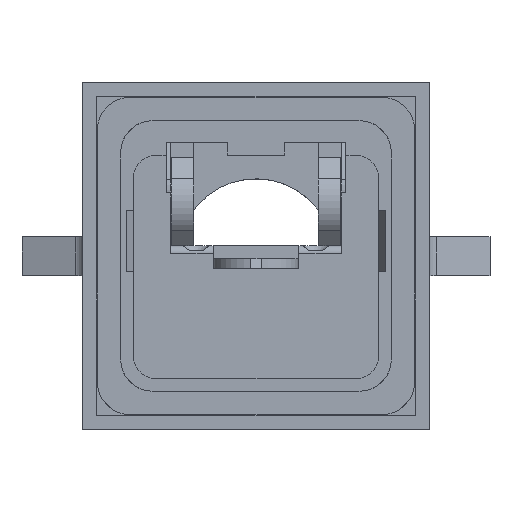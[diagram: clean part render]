
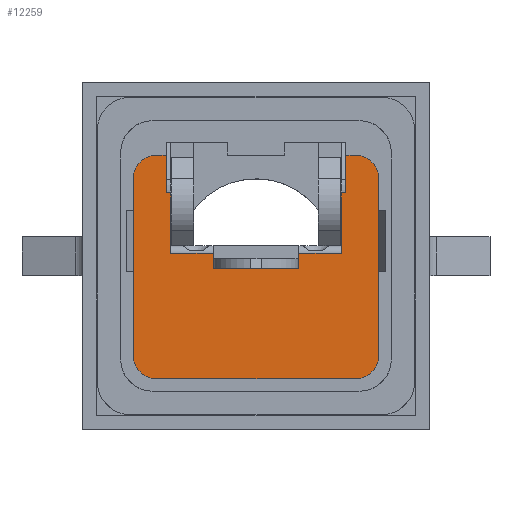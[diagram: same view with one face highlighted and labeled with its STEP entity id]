
A CAD part, top view. The second image highlights one B-rep face of the part: STEP entity #12259.
In plain terms, the highlighted planar face has unit normal (0, 0, 1).
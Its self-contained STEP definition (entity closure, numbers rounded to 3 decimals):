
#12112=AXIS2_PLACEMENT_3D('Plane Axis2P3D',#12109,#12110,#12111) ;
#12137=AXIS2_PLACEMENT_3D('Circle Axis2P3D',#12135,#12136,$) ;
#12165=AXIS2_PLACEMENT_3D('Circle Axis2P3D',#12163,#12164,$) ;
#12179=AXIS2_PLACEMENT_3D('Circle Axis2P3D',#12177,#12178,$) ;
#12207=AXIS2_PLACEMENT_3D('Circle Axis2P3D',#12205,#12206,$) ;
#9190=CARTESIAN_POINT('Vertex',(21.3,12.4,74.75)) ;
#9193=CARTESIAN_POINT('Line Origine',(21.3,12.975,74.75)) ;
#9197=CARTESIAN_POINT('Vertex',(21.3,13.55,74.75)) ;
#9229=CARTESIAN_POINT('Line Origine',(18.,13.55,74.75)) ;
#9233=CARTESIAN_POINT('Vertex',(24.55,13.55,74.75)) ;
#9342=CARTESIAN_POINT('Line Origine',(24.55,13.85,74.75)) ;
#9346=CARTESIAN_POINT('Vertex',(24.55,14.15,74.75)) ;
#9349=CARTESIAN_POINT('Line Origine',(24.55,16.175,74.75)) ;
#9353=CARTESIAN_POINT('Vertex',(24.55,18.2,74.75)) ;
#9399=CARTESIAN_POINT('Vertex',(11.45,13.55,74.75)) ;
#9427=CARTESIAN_POINT('Vertex',(11.45,18.2,74.75)) ;
#9430=CARTESIAN_POINT('Line Origine',(11.45,16.175,74.75)) ;
#9434=CARTESIAN_POINT('Vertex',(11.45,14.15,74.75)) ;
#9437=CARTESIAN_POINT('Line Origine',(11.45,13.85,74.75)) ;
#9459=CARTESIAN_POINT('Vertex',(14.7,13.55,74.75)) ;
#9487=CARTESIAN_POINT('Line Origine',(18.,13.55,74.75)) ;
#9587=CARTESIAN_POINT('Line Origine',(14.7,12.975,74.75)) ;
#9591=CARTESIAN_POINT('Vertex',(14.7,12.4,74.75)) ;
#12093=CARTESIAN_POINT('Line Origine',(18.,12.4,74.75)) ;
#12109=CARTESIAN_POINT('Axis2P3D Location',(18.,13.35,74.75)) ;
#12114=CARTESIAN_POINT('Line Origine',(11.275,18.2,74.75)) ;
#12118=CARTESIAN_POINT('Vertex',(11.1,18.2,74.75)) ;
#12121=CARTESIAN_POINT('Line Origine',(11.1,19.65,74.75)) ;
#12125=CARTESIAN_POINT('Vertex',(11.1,21.1,74.75)) ;
#12128=CARTESIAN_POINT('Line Origine',(10.725,21.1,74.75)) ;
#12132=CARTESIAN_POINT('Vertex',(10.35,21.1,74.75)) ;
#12135=CARTESIAN_POINT('Axis2P3D Location',(10.35,19.3,74.75)) ;
#12139=CARTESIAN_POINT('Vertex',(8.55,19.3,74.75)) ;
#12142=CARTESIAN_POINT('Line Origine',(8.55,18.075,74.75)) ;
#12146=CARTESIAN_POINT('Vertex',(8.55,16.85,74.75)) ;
#12149=CARTESIAN_POINT('Line Origine',(8.55,14.5,74.75)) ;
#12153=CARTESIAN_POINT('Vertex',(8.55,12.15,74.75)) ;
#12156=CARTESIAN_POINT('Line Origine',(8.55,8.925,74.75)) ;
#12160=CARTESIAN_POINT('Vertex',(8.55,5.7,74.75)) ;
#12163=CARTESIAN_POINT('Axis2P3D Location',(10.35,5.7,74.75)) ;
#12167=CARTESIAN_POINT('Vertex',(10.35,3.9,74.75)) ;
#12170=CARTESIAN_POINT('Line Origine',(18.,3.9,74.75)) ;
#12174=CARTESIAN_POINT('Vertex',(25.65,3.9,74.75)) ;
#12177=CARTESIAN_POINT('Axis2P3D Location',(25.65,5.7,74.75)) ;
#12181=CARTESIAN_POINT('Vertex',(27.45,5.7,74.75)) ;
#12184=CARTESIAN_POINT('Line Origine',(27.45,8.925,74.75)) ;
#12188=CARTESIAN_POINT('Vertex',(27.45,12.15,74.75)) ;
#12191=CARTESIAN_POINT('Line Origine',(27.45,14.5,74.75)) ;
#12195=CARTESIAN_POINT('Vertex',(27.45,16.85,74.75)) ;
#12198=CARTESIAN_POINT('Line Origine',(27.45,18.075,74.75)) ;
#12202=CARTESIAN_POINT('Vertex',(27.45,19.3,74.75)) ;
#12205=CARTESIAN_POINT('Axis2P3D Location',(25.65,19.3,74.75)) ;
#12209=CARTESIAN_POINT('Vertex',(25.65,21.1,74.75)) ;
#12212=CARTESIAN_POINT('Line Origine',(25.275,21.1,74.75)) ;
#12216=CARTESIAN_POINT('Vertex',(24.9,21.1,74.75)) ;
#12219=CARTESIAN_POINT('Line Origine',(24.9,19.65,74.75)) ;
#12223=CARTESIAN_POINT('Vertex',(24.9,18.2,74.75)) ;
#12226=CARTESIAN_POINT('Line Origine',(24.725,18.2,74.75)) ;
#9194=DIRECTION('Vector Direction',(0.,1.,0.)) ;
#9230=DIRECTION('Vector Direction',(1.,0.,0.)) ;
#9343=DIRECTION('Vector Direction',(0.,-1.,0.)) ;
#9350=DIRECTION('Vector Direction',(0.,1.,0.)) ;
#9431=DIRECTION('Vector Direction',(0.,1.,0.)) ;
#9438=DIRECTION('Vector Direction',(0.,-1.,0.)) ;
#9488=DIRECTION('Vector Direction',(1.,0.,0.)) ;
#9588=DIRECTION('Vector Direction',(0.,1.,0.)) ;
#12094=DIRECTION('Vector Direction',(1.,0.,0.)) ;
#12110=DIRECTION('Axis2P3D Direction',(0.,0.,1.)) ;
#12111=DIRECTION('Axis2P3D XDirection',(0.,1.,0.)) ;
#12115=DIRECTION('Vector Direction',(1.,0.,0.)) ;
#12122=DIRECTION('Vector Direction',(0.,-1.,0.)) ;
#12129=DIRECTION('Vector Direction',(-1.,0.,0.)) ;
#12136=DIRECTION('Axis2P3D Direction',(0.,0.,1.)) ;
#12143=DIRECTION('Vector Direction',(0.,-1.,0.)) ;
#12150=DIRECTION('Vector Direction',(0.,1.,0.)) ;
#12157=DIRECTION('Vector Direction',(0.,-1.,0.)) ;
#12164=DIRECTION('Axis2P3D Direction',(0.,0.,1.)) ;
#12171=DIRECTION('Vector Direction',(1.,0.,0.)) ;
#12178=DIRECTION('Axis2P3D Direction',(0.,0.,1.)) ;
#12185=DIRECTION('Vector Direction',(0.,1.,0.)) ;
#12192=DIRECTION('Vector Direction',(0.,1.,0.)) ;
#12199=DIRECTION('Vector Direction',(0.,1.,0.)) ;
#12206=DIRECTION('Axis2P3D Direction',(0.,0.,1.)) ;
#12213=DIRECTION('Vector Direction',(-1.,0.,0.)) ;
#12220=DIRECTION('Vector Direction',(0.,-1.,0.)) ;
#12227=DIRECTION('Vector Direction',(1.,0.,0.)) ;
#9195=VECTOR('Line Direction',#9194,1.) ;
#9231=VECTOR('Line Direction',#9230,1.) ;
#9344=VECTOR('Line Direction',#9343,1.) ;
#9351=VECTOR('Line Direction',#9350,1.) ;
#9432=VECTOR('Line Direction',#9431,1.) ;
#9439=VECTOR('Line Direction',#9438,1.) ;
#9489=VECTOR('Line Direction',#9488,1.) ;
#9589=VECTOR('Line Direction',#9588,1.) ;
#12095=VECTOR('Line Direction',#12094,1.) ;
#12116=VECTOR('Line Direction',#12115,1.) ;
#12123=VECTOR('Line Direction',#12122,1.) ;
#12130=VECTOR('Line Direction',#12129,1.) ;
#12144=VECTOR('Line Direction',#12143,1.) ;
#12151=VECTOR('Line Direction',#12150,1.) ;
#12158=VECTOR('Line Direction',#12157,1.) ;
#12172=VECTOR('Line Direction',#12171,1.) ;
#12186=VECTOR('Line Direction',#12185,1.) ;
#12193=VECTOR('Line Direction',#12192,1.) ;
#12200=VECTOR('Line Direction',#12199,1.) ;
#12214=VECTOR('Line Direction',#12213,1.) ;
#12221=VECTOR('Line Direction',#12220,1.) ;
#12228=VECTOR('Line Direction',#12227,1.) ;
#12232=ORIENTED_EDGE('',*,*,#9593,.F.) ;
#12233=ORIENTED_EDGE('',*,*,#9491,.T.) ;
#12234=ORIENTED_EDGE('',*,*,#9441,.F.) ;
#12235=ORIENTED_EDGE('',*,*,#9436,.T.) ;
#12236=ORIENTED_EDGE('',*,*,#12120,.F.) ;
#12237=ORIENTED_EDGE('',*,*,#12127,.F.) ;
#12238=ORIENTED_EDGE('',*,*,#12134,.T.) ;
#12239=ORIENTED_EDGE('',*,*,#12141,.T.) ;
#12240=ORIENTED_EDGE('',*,*,#12148,.T.) ;
#12241=ORIENTED_EDGE('',*,*,#12155,.T.) ;
#12242=ORIENTED_EDGE('',*,*,#12162,.T.) ;
#12243=ORIENTED_EDGE('',*,*,#12169,.T.) ;
#12244=ORIENTED_EDGE('',*,*,#12176,.T.) ;
#12245=ORIENTED_EDGE('',*,*,#12183,.T.) ;
#12246=ORIENTED_EDGE('',*,*,#12190,.T.) ;
#12247=ORIENTED_EDGE('',*,*,#12197,.T.) ;
#12248=ORIENTED_EDGE('',*,*,#12204,.T.) ;
#12249=ORIENTED_EDGE('',*,*,#12211,.T.) ;
#12250=ORIENTED_EDGE('',*,*,#12218,.T.) ;
#12251=ORIENTED_EDGE('',*,*,#12225,.T.) ;
#12252=ORIENTED_EDGE('',*,*,#12230,.F.) ;
#12253=ORIENTED_EDGE('',*,*,#9355,.T.) ;
#12254=ORIENTED_EDGE('',*,*,#9348,.T.) ;
#12255=ORIENTED_EDGE('',*,*,#9235,.T.) ;
#12256=ORIENTED_EDGE('',*,*,#9199,.F.) ;
#12257=ORIENTED_EDGE('',*,*,#12097,.F.) ;
#12259=ADVANCED_FACE('V2',(#12258),#12113,.T.) ;
#12138=CIRCLE('generated circle',#12137,1.8) ;
#12166=CIRCLE('generated circle',#12165,1.8) ;
#12180=CIRCLE('generated circle',#12179,1.8) ;
#12208=CIRCLE('generated circle',#12207,1.8) ;
#9199=EDGE_CURVE('',#9191,#9198,#9196,.T.) ;
#9235=EDGE_CURVE('',#9234,#9198,#9232,.F.) ;
#9348=EDGE_CURVE('',#9347,#9234,#9345,.T.) ;
#9355=EDGE_CURVE('',#9354,#9347,#9352,.F.) ;
#9436=EDGE_CURVE('',#9435,#9428,#9433,.T.) ;
#9441=EDGE_CURVE('',#9435,#9400,#9440,.T.) ;
#9491=EDGE_CURVE('',#9460,#9400,#9490,.F.) ;
#9593=EDGE_CURVE('',#9460,#9592,#9590,.F.) ;
#12097=EDGE_CURVE('',#9592,#9191,#12096,.T.) ;
#12120=EDGE_CURVE('',#12119,#9428,#12117,.T.) ;
#12127=EDGE_CURVE('',#12126,#12119,#12124,.T.) ;
#12134=EDGE_CURVE('',#12126,#12133,#12131,.T.) ;
#12141=EDGE_CURVE('',#12133,#12140,#12138,.T.) ;
#12148=EDGE_CURVE('',#12140,#12147,#12145,.T.) ;
#12155=EDGE_CURVE('',#12147,#12154,#12152,.F.) ;
#12162=EDGE_CURVE('',#12154,#12161,#12159,.T.) ;
#12169=EDGE_CURVE('',#12161,#12168,#12166,.T.) ;
#12176=EDGE_CURVE('',#12168,#12175,#12173,.T.) ;
#12183=EDGE_CURVE('',#12175,#12182,#12180,.T.) ;
#12190=EDGE_CURVE('',#12182,#12189,#12187,.T.) ;
#12197=EDGE_CURVE('',#12189,#12196,#12194,.T.) ;
#12204=EDGE_CURVE('',#12196,#12203,#12201,.T.) ;
#12211=EDGE_CURVE('',#12203,#12210,#12208,.T.) ;
#12218=EDGE_CURVE('',#12210,#12217,#12215,.T.) ;
#12225=EDGE_CURVE('',#12217,#12224,#12222,.T.) ;
#12230=EDGE_CURVE('',#9354,#12224,#12229,.T.) ;
#12231=EDGE_LOOP('',(#12232,#12233,#12234,#12235,#12236,#12237,#12238,#12239,#12240,#12241,#12242,#12243,#12244,#12245,#12246,#12247,#12248,#12249,#12250,#12251,#12252,#12253,#12254,#12255,#12256,#12257)) ;
#12258=FACE_OUTER_BOUND('',#12231,.T.) ;
#9196=LINE('Line',#9193,#9195) ;
#9232=LINE('Line',#9229,#9231) ;
#9345=LINE('Line',#9342,#9344) ;
#9352=LINE('Line',#9349,#9351) ;
#9433=LINE('Line',#9430,#9432) ;
#9440=LINE('Line',#9437,#9439) ;
#9490=LINE('Line',#9487,#9489) ;
#9590=LINE('Line',#9587,#9589) ;
#12096=LINE('Line',#12093,#12095) ;
#12117=LINE('Line',#12114,#12116) ;
#12124=LINE('Line',#12121,#12123) ;
#12131=LINE('Line',#12128,#12130) ;
#12145=LINE('Line',#12142,#12144) ;
#12152=LINE('Line',#12149,#12151) ;
#12159=LINE('Line',#12156,#12158) ;
#12173=LINE('Line',#12170,#12172) ;
#12187=LINE('Line',#12184,#12186) ;
#12194=LINE('Line',#12191,#12193) ;
#12201=LINE('Line',#12198,#12200) ;
#12215=LINE('Line',#12212,#12214) ;
#12222=LINE('Line',#12219,#12221) ;
#12229=LINE('Line',#12226,#12228) ;
#12113=PLANE('',#12112) ;
#9191=VERTEX_POINT('',#9190) ;
#9198=VERTEX_POINT('',#9197) ;
#9234=VERTEX_POINT('',#9233) ;
#9347=VERTEX_POINT('',#9346) ;
#9354=VERTEX_POINT('',#9353) ;
#9400=VERTEX_POINT('',#9399) ;
#9428=VERTEX_POINT('',#9427) ;
#9435=VERTEX_POINT('',#9434) ;
#9460=VERTEX_POINT('',#9459) ;
#9592=VERTEX_POINT('',#9591) ;
#12119=VERTEX_POINT('',#12118) ;
#12126=VERTEX_POINT('',#12125) ;
#12133=VERTEX_POINT('',#12132) ;
#12140=VERTEX_POINT('',#12139) ;
#12147=VERTEX_POINT('',#12146) ;
#12154=VERTEX_POINT('',#12153) ;
#12161=VERTEX_POINT('',#12160) ;
#12168=VERTEX_POINT('',#12167) ;
#12175=VERTEX_POINT('',#12174) ;
#12182=VERTEX_POINT('',#12181) ;
#12189=VERTEX_POINT('',#12188) ;
#12196=VERTEX_POINT('',#12195) ;
#12203=VERTEX_POINT('',#12202) ;
#12210=VERTEX_POINT('',#12209) ;
#12217=VERTEX_POINT('',#12216) ;
#12224=VERTEX_POINT('',#12223) ;
